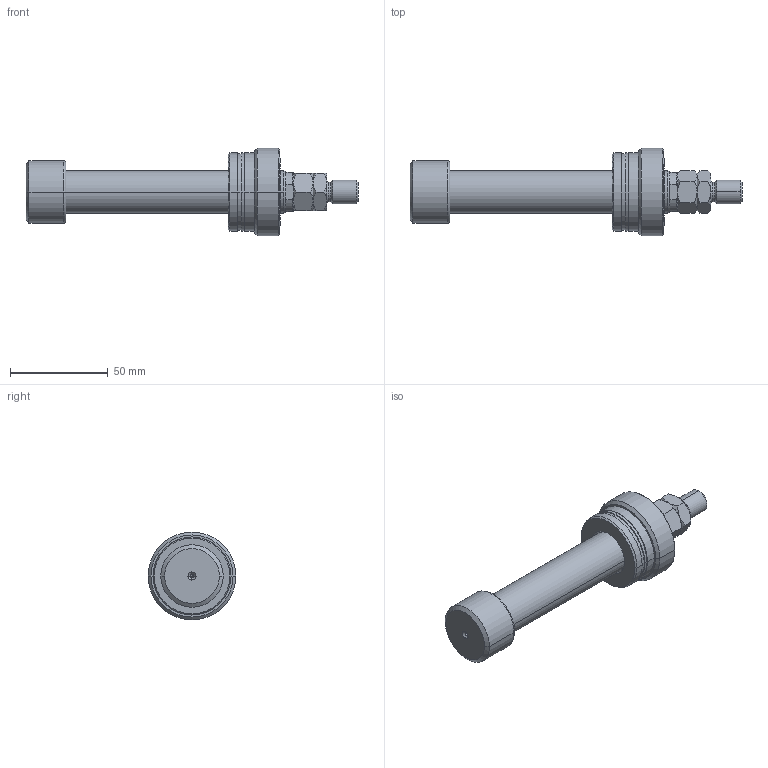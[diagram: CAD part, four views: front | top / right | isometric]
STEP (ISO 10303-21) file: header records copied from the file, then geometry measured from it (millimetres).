
FILE_DESCRIPTION (( 'STEP AP203' ), '1' );
FILE_NAME ('31ed.STEP', '2024-01-08T12:47:45', ( '' ), ( '' ), 'SwSTEP 2.0', 'SolidWorks 2019', '' );
FILE_SCHEMA (( 'CONFIG_CONTROL_DESIGN' ));
Length unit declared in the file: millimetre
Products named in the file (4): V400CL_PC_X e99b78e5f17cfbe86bbdea61c7478cd8; V400CL_VC_X e99b78e5f17cfbe86bbdea61c7478cd8; 31ed; MTA e99b78e5f17cfbe86bbdea61c7478cd8
Assembly tree (3 placements, depth 2):
  31ed
    V400CL_PC_X e99b78e5f17cfbe86bbdea61c7478cd8
    V400CL_VC_X e99b78e5f17cfbe86bbdea61c7478cd8
    MTA e99b78e5f17cfbe86bbdea61c7478cd8
Bounding box: 170 x 45 x 45 mm (x, y, z)
Volume: 93993.1 mm3; surface area: 22017.6 mm2
Topology: 3 solids, 3 shells, 128 faces, 270 edges, 154 vertices
Faces by surface type: cone 56, cylinder 34, plane 34, torus 4
Entity records: 4004 total; most frequent: CARTESIAN_POINT 898, DIRECTION 602, ORIENTED_EDGE 532, EDGE_CURVE 266, AXIS2_PLACEMENT_3D 258, VERTEX_POINT 154, EDGE_LOOP 140, ADVANCED_FACE 128
